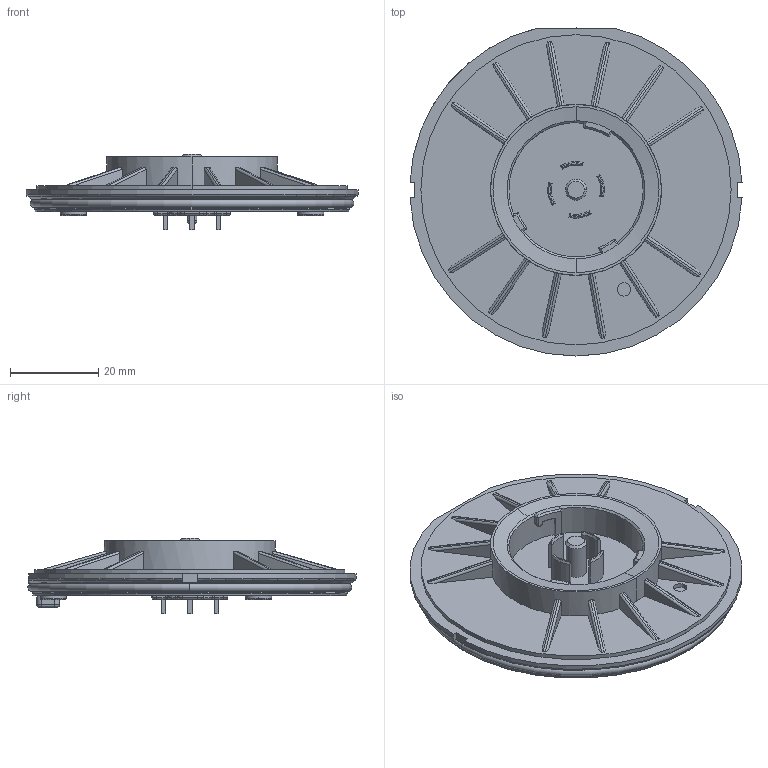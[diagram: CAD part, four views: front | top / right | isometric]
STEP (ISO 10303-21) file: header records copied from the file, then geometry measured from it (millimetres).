
FILE_DESCRIPTION((''),'2;1');
FILE_NAME('C-2213831-2','2022-05-24T06:54:32',('workeradm'),('TE Connectivity Ltd.'),'CREO PARAMETRIC BY PTC INC, 2021072','CREO PARAMETRIC BY PTC INC, 2021072','');
FILE_SCHEMA(('AUTOMOTIVE_DESIGN { 1 0 10303 214 1 1 1 1 }'));
Length unit declared in the file: millimetre
Products named in the file (1): C-2213831-2
Bounding box: 75.12 x 74.23 x 17.05 mm (x, y, z)
Volume: 18697.4 mm3; surface area: 14924 mm2
Topology: 1 solids, 1 shells, 577 faces, 1493 edges, 944 vertices
Faces by surface type: plane 299, cylinder 147, torus 65, cone 40, sphere 14, bspline 12
Entity records: 21961 total; most frequent: CARTESIAN_POINT 7616, ORIENTED_EDGE 2982, DIRECTION 2970, EDGE_CURVE 1491, AXIS2_PLACEMENT_3D 1043, VERTEX_POINT 940, VECTOR 884, LINE 884
